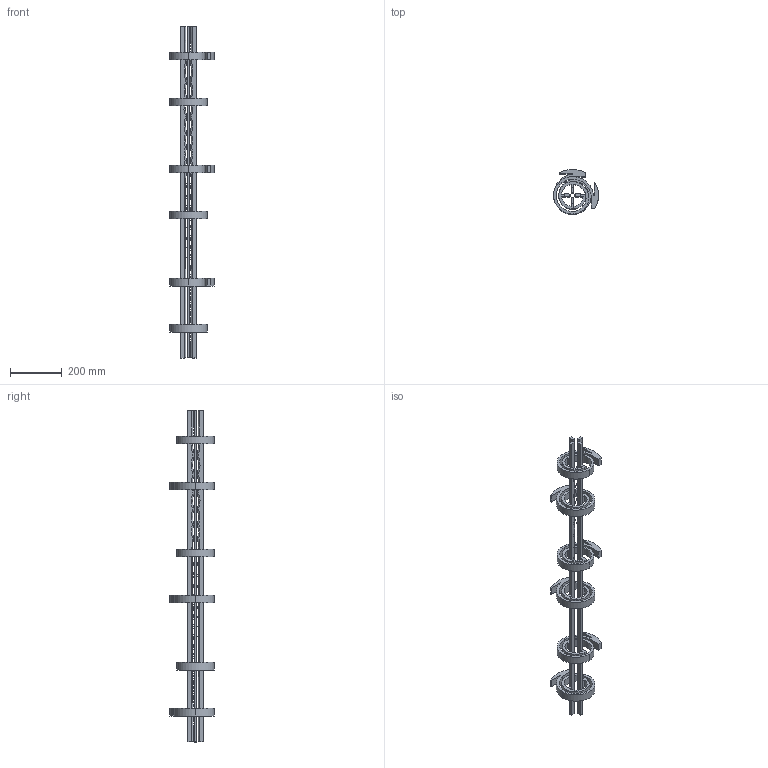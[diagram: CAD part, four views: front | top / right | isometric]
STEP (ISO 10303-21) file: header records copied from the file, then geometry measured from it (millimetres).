
FILE_DESCRIPTION(/* description */ (''),/* implementation_level */ '2;1');
FILE_NAME(/* name */ 'RFQ_noRMS_Spiral_Cut_90+angle_temp.stp',/* time_stamp */ '2018-08-06T15:26:05-04:00',/* author */ ('Daniel Winklehner'),/* organization */ (''),/* preprocessor_version */ 'ST-DEVELOPER v17',/* originating_system */ 'Autodesk Inventor 2018',/* authorisation */ '');
FILE_SCHEMA (('AUTOMOTIVE_DESIGN { 1 0 10303 214 3 1 1 }'));
Length unit declared in the file: millimetre
Products named in the file (4): RFQ_noRMS_Spiral_Cut_90+angle_temp; Vane_X; Vane_Y; Spiral_Simple_Cut_90+Angle
Assembly tree (10 placements, depth 2):
  RFQ_noRMS_Spiral_Cut_90+angle_temp
    Vane_X  x2
    Vane_Y  x2
    Spiral_Simple_Cut_90+Angle  x6
Bounding box: 172.43 x 172.43 x 1277.63 mm (x, y, z)
Volume: 2531223.3 mm3; surface area: 680952 mm2
Topology: 10 solids, 10 shells, 166 faces, 430 edges, 284 vertices
Faces by surface type: plane 102, cylinder 54, bspline 10
Entity records: 8793 total; most frequent: CARTESIAN_POINT 7751, DIRECTION 200, ORIENTED_EDGE 178, EDGE_CURVE 89, AXIS2_PLACEMENT_3D 70, LINE 60, VECTOR 60, VERTEX_POINT 58
